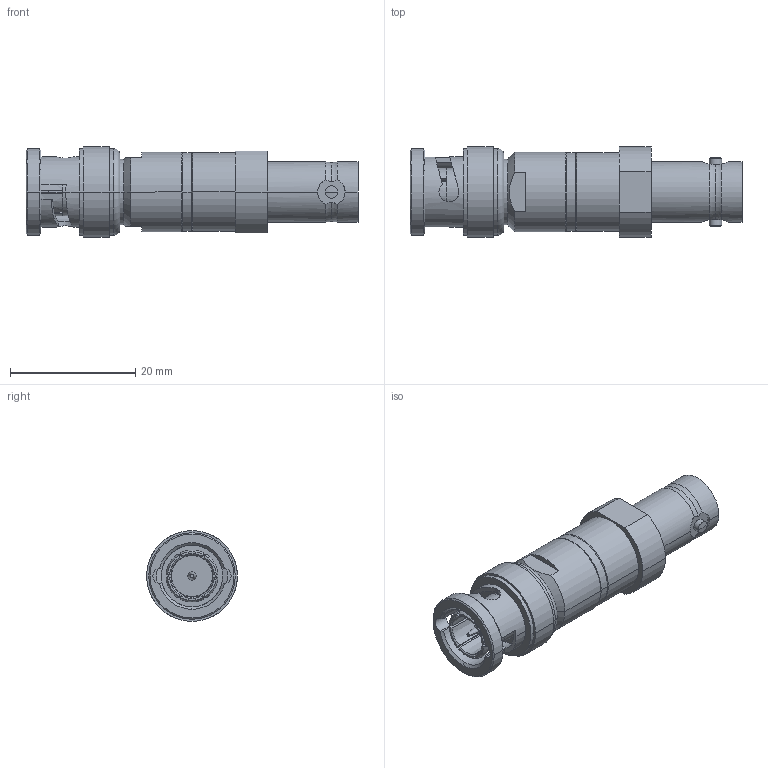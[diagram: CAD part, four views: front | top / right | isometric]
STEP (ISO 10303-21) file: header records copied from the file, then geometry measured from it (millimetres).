
FILE_DESCRIPTION (( 'STEP AP214' ), '1' );
FILE_NAME ('FM7007A_3D.step', '2024-01-15T15:58:18', ( '' ), ( '' ), 'SwSTEP 2.0', 'SolidWorks 2022', '' );
FILE_SCHEMA (( 'AUTOMOTIVE_DESIGN' ));
Length unit declared in the file: inch
Products named in the file (5): FM7007A_3D; MP-BF50^7007A - MP-BM75BF50-0-3G_FM7007A; 7007A - MP-BM75BF50-0-3G^FM7007A; MP-BM75^7007A - MP-BM75BF50-0-3G_FM7007A; FAT-B-11^7007A - MP-BM75BF50-0-3G_FM7007A
Assembly tree (4 placements, depth 3):
  FM7007A_3D
    7007A - MP-BM75BF50-0-3G^FM7007A
      MP-BM75^7007A - MP-BM75BF50-0-3G_FM7007A
      FAT-B-11^7007A - MP-BM75BF50-0-3G_FM7007A
      MP-BF50^7007A - MP-BM75BF50-0-3G_FM7007A
Bounding box: 53 x 14.5 x 14.5 mm (x, y, z)
Volume: 6451 mm3; surface area: 4363 mm2
Topology: 3 solids, 3 shells, 203 faces, 486 edges, 301 vertices
Faces by surface type: plane 68, cylinder 64, cone 55, torus 12, sphere 4
Entity records: 7062 total; most frequent: CARTESIAN_POINT 2112, DIRECTION 1051, ORIENTED_EDGE 972, EDGE_CURVE 486, AXIS2_PLACEMENT_3D 427, VERTEX_POINT 301, EDGE_LOOP 219, CIRCLE 216
